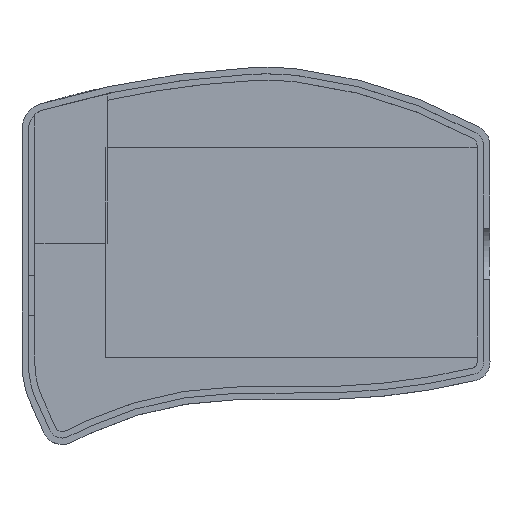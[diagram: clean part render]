
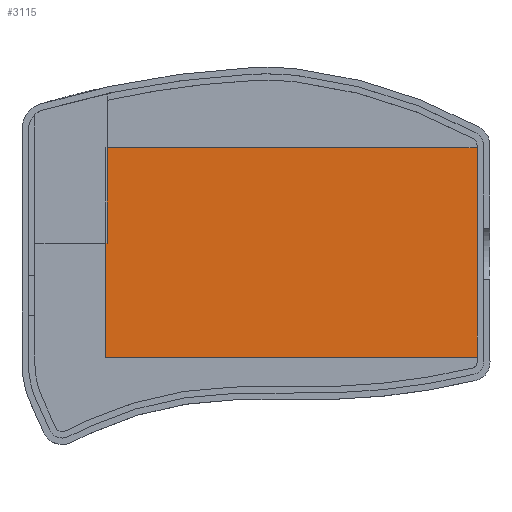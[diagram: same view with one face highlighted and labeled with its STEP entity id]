
A CAD part, top view. The second image highlights one B-rep face of the part: STEP entity #3115.
In plain terms, the highlighted planar face has unit normal (0, 0, 1).
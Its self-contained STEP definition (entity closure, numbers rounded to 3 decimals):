
#1144 = VERTEX_POINT('',#1145);
#1145 = CARTESIAN_POINT('',(109.267,-53.271,0.1));
#2673 = EDGE_CURVE('',#1144,#2674,#2676,.T.);
#2674 = VERTEX_POINT('',#2675);
#2675 = CARTESIAN_POINT('',(223.764,-53.271,0.1));
#2676 = LINE('',#2677,#2678);
#2677 = CARTESIAN_POINT('',(108.764,-53.271,0.1));
#2678 = VECTOR('',#2679,1.);
#2679 = DIRECTION('',(1.,0.,0.));
#2707 = VERTEX_POINT('',#2708);
#2708 = CARTESIAN_POINT('',(108.764,-82.868,0.1));
#3055 = VERTEX_POINT('',#3056);
#3056 = CARTESIAN_POINT('',(108.764,-118.271,0.1));
#3062 = EDGE_CURVE('',#3055,#2707,#3063,.T.);
#3063 = LINE('',#3064,#3065);
#3064 = CARTESIAN_POINT('',(108.764,-118.271,0.1));
#3065 = VECTOR('',#3066,1.);
#3066 = DIRECTION('',(0.,1.,0.));
#3078 = VERTEX_POINT('',#3079);
#3079 = CARTESIAN_POINT('',(223.764,-118.271,0.1));
#3085 = EDGE_CURVE('',#3078,#3055,#3086,.T.);
#3086 = LINE('',#3087,#3088);
#3087 = CARTESIAN_POINT('',(223.764,-118.271,0.1));
#3088 = VECTOR('',#3089,1.);
#3089 = DIRECTION('',(-1.,0.,0.));
#3103 = EDGE_CURVE('',#2674,#3078,#3104,.T.);
#3104 = LINE('',#3105,#3106);
#3105 = CARTESIAN_POINT('',(223.764,-53.271,0.1));
#3106 = VECTOR('',#3107,1.);
#3107 = DIRECTION('',(0.,-1.,0.));
#3115 = ADVANCED_FACE('',(#3116),#3136,.F.);
#3116 = FACE_BOUND('',#3117,.F.);
#3117 = EDGE_LOOP('',(#3118,#3126,#3127,#3128,#3129,#3130));
#3118 = ORIENTED_EDGE('',*,*,#3119,.F.);
#3119 = EDGE_CURVE('',#1144,#3120,#3122,.T.);
#3120 = VERTEX_POINT('',#3121);
#3121 = CARTESIAN_POINT('',(109.267,-82.868,0.1));
#3122 = LINE('',#3123,#3124);
#3123 = CARTESIAN_POINT('',(109.267,-36.674,0.1));
#3124 = VECTOR('',#3125,1.);
#3125 = DIRECTION('',(0.,-1.,0.));
#3126 = ORIENTED_EDGE('',*,*,#2673,.T.);
#3127 = ORIENTED_EDGE('',*,*,#3103,.T.);
#3128 = ORIENTED_EDGE('',*,*,#3085,.T.);
#3129 = ORIENTED_EDGE('',*,*,#3062,.T.);
#3130 = ORIENTED_EDGE('',*,*,#3131,.F.);
#3131 = EDGE_CURVE('',#3120,#2707,#3132,.T.);
#3132 = LINE('',#3133,#3134);
#3133 = CARTESIAN_POINT('',(109.267,-82.868,0.1));
#3134 = VECTOR('',#3135,1.);
#3135 = DIRECTION('',(-1.,0.,0.));
#3136 = PLANE('',#3137);
#3137 = AXIS2_PLACEMENT_3D('',#3138,#3139,#3140);
#3138 = CARTESIAN_POINT('',(166.264,-85.771,0.1));
#3139 = DIRECTION('',(-0.,-0.,-1.));
#3140 = DIRECTION('',(-1.,0.,0.));
